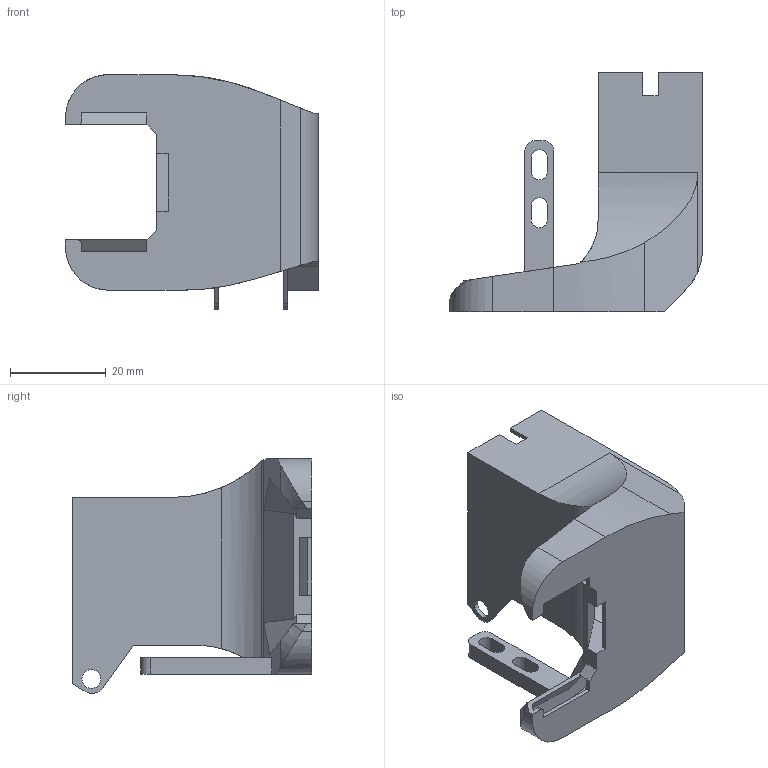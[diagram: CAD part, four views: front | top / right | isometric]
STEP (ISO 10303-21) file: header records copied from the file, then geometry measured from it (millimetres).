
FILE_DESCRIPTION((''),'2;1');
FILE_NAME('NOZZLE2','2021-01-01T22:08:18',('XA'),(''),'','');
FILE_SCHEMA(('CONFIG_CONTROL_DESIGN'));
Length unit declared in the file: millimetre
Products named in the file (1): NOZZLE2
Bounding box: 52.8 x 50 x 49.02 mm (x, y, z)
Volume: 7452.1 mm3; surface area: 16495.7 mm2
Topology: 1 solids, 1 shells, 148 faces, 445 edges, 290 vertices
Faces by surface type: plane 112, cylinder 32, bspline 4
Entity records: 5260 total; most frequent: CARTESIAN_POINT 1263, ORIENTED_EDGE 890, DIRECTION 735, EDGE_CURVE 445, VECTOR 337, LINE 337, VERTEX_POINT 290, AXIS2_PLACEMENT_3D 199
